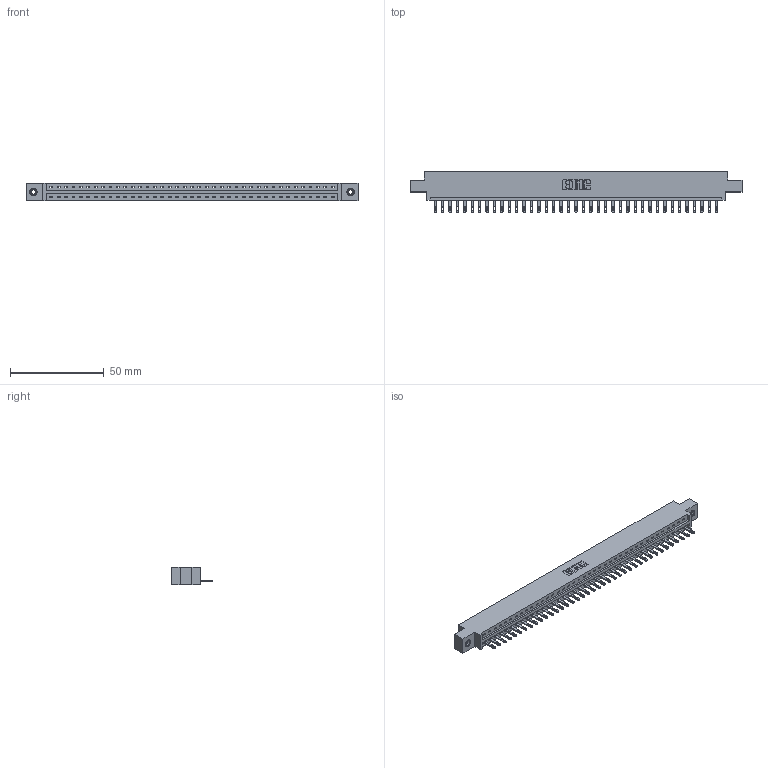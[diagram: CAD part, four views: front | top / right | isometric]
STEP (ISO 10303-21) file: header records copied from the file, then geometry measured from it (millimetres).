
FILE_DESCRIPTION (( 'STEP AP203' ), '1' );
FILE_NAME ('887-039-500-608.STEP', '2020-09-20T23:12:03', ( '' ), ( '' ), 'SwSTEP 2.0', 'SolidWorks 2020', '' );
FILE_SCHEMA (( 'CONFIG_CONTROL_DESIGN' ));
Length unit declared in the file: inch
Products named in the file (4): 887-039-500-608; 345-250-001_345-250-003-102; 837 Part_0.170 Offset - 0.156 Dia-TI; 345-292-001_345-293-100
Assembly tree (42 placements, depth 2):
  887-039-500-608
    837 Part_0.170 Offset - 0.156 Dia-TI
    345-292-001_345-293-100  x39
    345-250-001_345-250-003-102  x2
Bounding box: 177.55 x 21.85 x 9.4 mm (x, y, z)
Volume: 18315.5 mm3; surface area: 19126.9 mm2
Topology: 42 solids, 42 shells, 2440 faces, 7479 edges, 4978 vertices
Faces by surface type: plane 1666, cylinder 758, cone 12, torus 4
Entity records: 30626 total; most frequent: CARTESIAN_POINT 5314, ORIENTED_EDGE 5282, DIRECTION 4513, EDGE_CURVE 2641, LINE 2489, VECTOR 2489, VERTEX_POINT 1756, AXIS2_PLACEMENT_3D 1012
